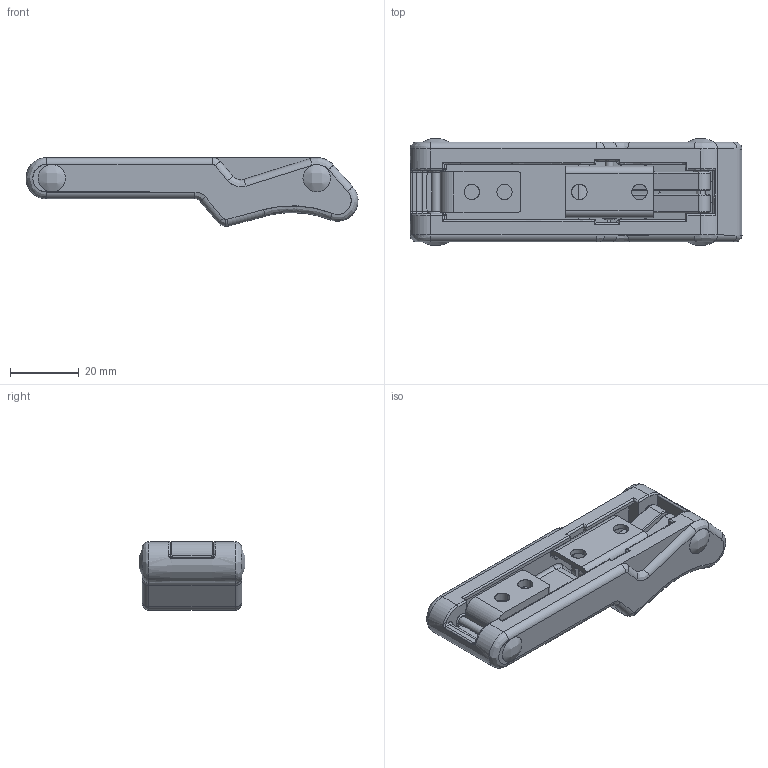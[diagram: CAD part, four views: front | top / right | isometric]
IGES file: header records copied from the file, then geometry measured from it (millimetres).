
Start section: SolidWorks IGES file using analytic representation for surfaces
Global section: file name: TSL-609.IGS; native system: SolidWorks 2016; preprocessor: SolidWorks 2016; author: death; date: 211027.115444; units: millimetre
Bounding box: 96.49 x 30.98 x 20 mm (x, y, z)
Surface area: 17273 mm2 (no closed solid volume)
Topology: 0 solids, 0 shells, 363 faces, 4209 edges, 4200 vertices
Faces by surface type: revolution 202, bspline 161
